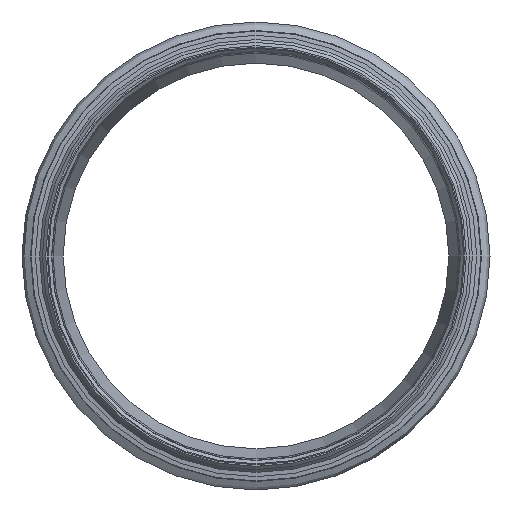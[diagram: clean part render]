
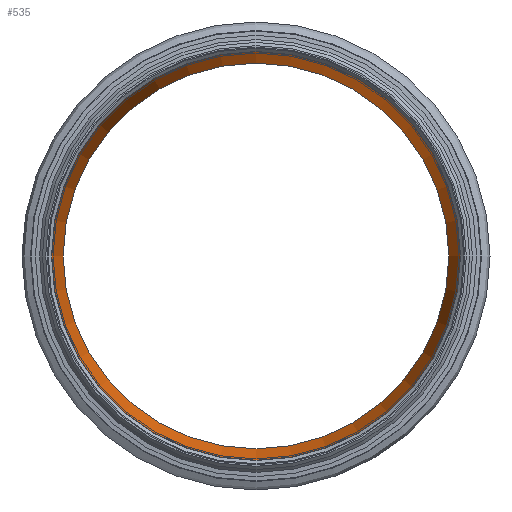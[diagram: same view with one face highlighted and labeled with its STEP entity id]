
A CAD part, front view. The second image highlights one B-rep face of the part: STEP entity #535.
In plain terms, the highlighted conical face has half-angle 15 degrees and reference radius 61.25 mm.
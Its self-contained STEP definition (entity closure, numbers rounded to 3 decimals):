
#55=FACE_BOUND('',#160,.T.);
#107=FACE_OUTER_BOUND('',#159,.T.);
#159=EDGE_LOOP('',(#419));
#160=EDGE_LOOP('',(#420));
#263=CIRCLE('',#590,59.5);
#264=CIRCLE('',#591,63.);
#315=VERTEX_POINT('',#905);
#316=VERTEX_POINT('',#907);
#367=EDGE_CURVE('',#315,#315,#263,.T.);
#368=EDGE_CURVE('',#316,#316,#264,.T.);
#419=ORIENTED_EDGE('',*,*,#367,.F.);
#420=ORIENTED_EDGE('',*,*,#368,.T.);
#523=CONICAL_SURFACE('',#589,61.25,15.);
#535=ADVANCED_FACE('',(#107,#55),#523,.F.);
#589=AXIS2_PLACEMENT_3D('',#904,#695,#696);
#590=AXIS2_PLACEMENT_3D('',#906,#697,#698);
#591=AXIS2_PLACEMENT_3D('',#908,#699,#700);
#695=DIRECTION('center_axis',(0.,-1.,0.));
#696=DIRECTION('ref_axis',(1.,0.,0.));
#697=DIRECTION('center_axis',(0.,-1.,0.));
#698=DIRECTION('ref_axis',(1.,0.,0.));
#699=DIRECTION('center_axis',(0.,-1.,0.));
#700=DIRECTION('ref_axis',(1.,0.,0.));
#904=CARTESIAN_POINT('Origin',(0.,-2997.407,0.));
#905=CARTESIAN_POINT('',(59.5,-2990.876,0.));
#906=CARTESIAN_POINT('Origin',(0.,-2990.876,0.));
#907=CARTESIAN_POINT('',(63.,-3003.938,0.));
#908=CARTESIAN_POINT('Origin',(0.,-3003.938,0.));
